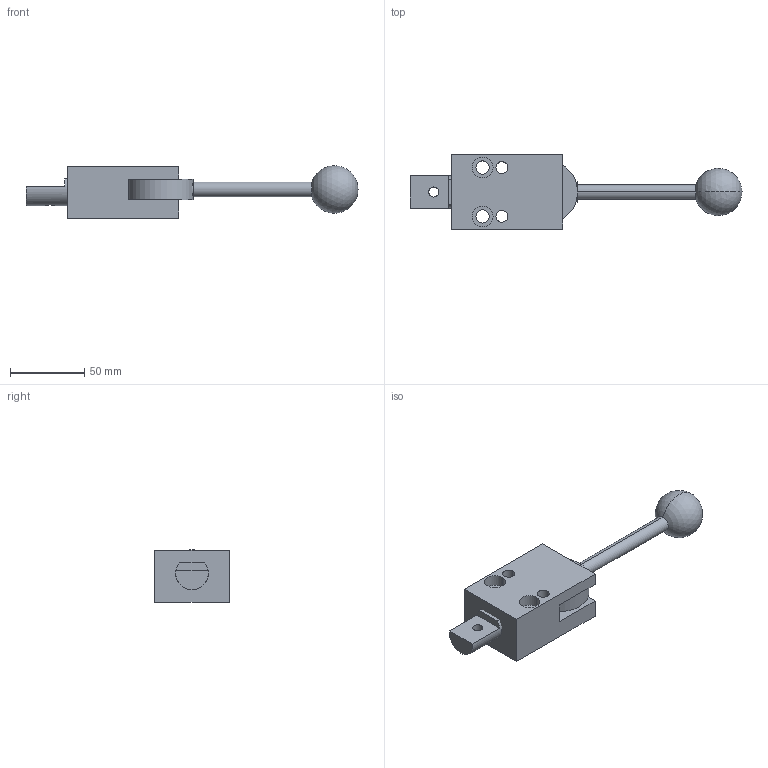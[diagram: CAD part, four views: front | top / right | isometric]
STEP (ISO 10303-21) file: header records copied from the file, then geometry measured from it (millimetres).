
FILE_DESCRIPTION(('STEP AP214'),'1');
FILE_NAME(' ',' ',('TraceParts'),('TraceParts S.A.'),'XStep 1.0',' ',' ');
FILE_SCHEMA(('automotive_design'));
Length unit declared in the file: millimetre
Products named in the file (3): 1; 2; 3
Bounding box: 224 x 50 x 35.35 mm (x, y, z)
Volume: 148129.5 mm3; surface area: 40479.3 mm2
Topology: 3 solids, 3 shells, 49 faces, 115 edges, 73 vertices
Faces by surface type: cylinder 24, plane 23, sphere 2
Entity records: 2936 total; most frequent: CARTESIAN_POINT 373, DIRECTION 261, STYLED_ITEM 238, PRESENTATION_STYLE_ASSIGNMENT 238, COLOUR_RGB 238, ORIENTED_EDGE 226, EDGE_CURVE 113, CURVE_STYLE 113
